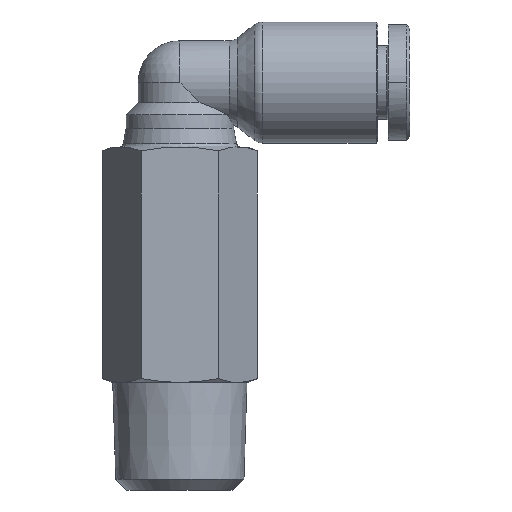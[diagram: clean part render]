
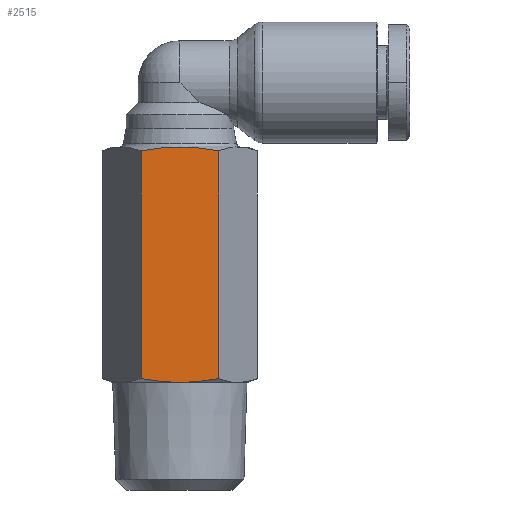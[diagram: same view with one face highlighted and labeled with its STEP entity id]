
A CAD part, front view. The second image highlights one B-rep face of the part: STEP entity #2515.
In plain terms, the highlighted planar face has unit normal (0, -1, 0).
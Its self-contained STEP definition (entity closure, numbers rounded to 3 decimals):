
#2066=CARTESIAN_POINT('',(-5.3,-5.,-4.8));
#2067=VERTEX_POINT('',#2066);
#2300=CARTESIAN_POINT('',(-8.187,-5.,-22.018));
#2301=VERTEX_POINT('',#2300);
#2315=CARTESIAN_POINT('',(-5.3,-5.0,-22.3));
#2316=VERTEX_POINT('',#2315);
#2324=CARTESIAN_POINT('',(-8.187,-5.,-22.018));
#2325=CARTESIAN_POINT('',(-6.64,-5.0,-22.3));
#2326=CARTESIAN_POINT('',(-5.3,-5.0,-22.3));
#2334=(BOUNDED_CURVE()B_SPLINE_CURVE(2,(#2324,#2325,#2326),.UNSPECIFIED.,.F.,.U.)B_SPLINE_CURVE_WITH_KNOTS((3,3),(7.371,11.374),.UNSPECIFIED.)CURVE()GEOMETRIC_REPRESENTATION_ITEM()RATIONAL_B_SPLINE_CURVE((1.141,1.109,1.0))REPRESENTATION_ITEM(''));
#2335=EDGE_CURVE('',#2301,#2316,#2334,.T.);
#2345=CARTESIAN_POINT('',(-2.413,-5.,-22.018));
#2346=VERTEX_POINT('',#2345);
#2347=CARTESIAN_POINT('',(-5.3,-5.0,-22.3));
#2348=CARTESIAN_POINT('',(-3.96,-5.,-22.3));
#2349=CARTESIAN_POINT('',(-2.413,-5.,-22.018));
#2357=(BOUNDED_CURVE()B_SPLINE_CURVE(2,(#2347,#2348,#2349),.UNSPECIFIED.,.F.,.U.)B_SPLINE_CURVE_WITH_KNOTS((3,3),(11.374,15.378),.UNSPECIFIED.)CURVE()GEOMETRIC_REPRESENTATION_ITEM()RATIONAL_B_SPLINE_CURVE((1.0,1.109,1.141))REPRESENTATION_ITEM(''));
#2358=EDGE_CURVE('',#2316,#2346,#2357,.T.);
#2390=CARTESIAN_POINT('',(-8.187,-5.,-5.082));
#2391=VERTEX_POINT('',#2390);
#2392=CARTESIAN_POINT('',(-8.187,-5.,-22.018));
#2393=DIRECTION('',(0.0,0.0,1.0));
#2394=VECTOR('',#2393,16.937);
#2395=LINE('',#2392,#2394);
#2396=EDGE_CURVE('',#2301,#2391,#2395,.T.);
#2471=CARTESIAN_POINT('',(-2.413,-5.,-22.3));
#2472=DIRECTION('',(0.0,-1.0,0.0));
#2473=DIRECTION('',(-1.0,0.0,0.0));
#2474=AXIS2_PLACEMENT_3D('',#2471,#2472,#2473);
#2475=PLANE('',#2474);
#2476=ORIENTED_EDGE('',*,*,#2335,.T.);
#2477=ORIENTED_EDGE('',*,*,#2358,.T.);
#2478=CARTESIAN_POINT('',(-2.413,-5.,-5.082));
#2479=VERTEX_POINT('',#2478);
#2480=CARTESIAN_POINT('',(-2.413,-5.,-22.018));
#2481=DIRECTION('',(0.0,0.0,1.0));
#2482=VECTOR('',#2481,16.937);
#2483=LINE('',#2480,#2482);
#2484=EDGE_CURVE('',#2346,#2479,#2483,.T.);
#2485=ORIENTED_EDGE('',*,*,#2484,.T.);
#2486=CARTESIAN_POINT('',(-2.413,-5.,-5.082));
#2487=CARTESIAN_POINT('',(-3.96,-5.,-4.8));
#2488=CARTESIAN_POINT('',(-5.3,-5.,-4.8));
#2496=(BOUNDED_CURVE()B_SPLINE_CURVE(2,(#2486,#2487,#2488),.UNSPECIFIED.,.F.,.U.)B_SPLINE_CURVE_WITH_KNOTS((3,3),(9.253,13.53),.UNSPECIFIED.)CURVE()GEOMETRIC_REPRESENTATION_ITEM()RATIONAL_B_SPLINE_CURVE((1.164,1.12,1.0))REPRESENTATION_ITEM(''));
#2497=EDGE_CURVE('',#2479,#2067,#2496,.T.);
#2498=ORIENTED_EDGE('',*,*,#2497,.T.);
#2499=CARTESIAN_POINT('',(-5.3,-5.,-4.8));
#2500=CARTESIAN_POINT('',(-6.64,-5.,-4.8));
#2501=CARTESIAN_POINT('',(-8.187,-5.,-5.082));
#2509=(BOUNDED_CURVE()B_SPLINE_CURVE(2,(#2499,#2500,#2501),.UNSPECIFIED.,.F.,.U.)B_SPLINE_CURVE_WITH_KNOTS((3,3),(13.53,17.806),.UNSPECIFIED.)CURVE()GEOMETRIC_REPRESENTATION_ITEM()RATIONAL_B_SPLINE_CURVE((1.0,1.12,1.164))REPRESENTATION_ITEM(''));
#2510=EDGE_CURVE('',#2067,#2391,#2509,.T.);
#2511=ORIENTED_EDGE('',*,*,#2510,.T.);
#2512=ORIENTED_EDGE('',*,*,#2396,.F.);
#2513=EDGE_LOOP('',(#2476,#2477,#2485,#2498,#2511,#2512));
#2514=FACE_OUTER_BOUND('',#2513,.T.);
#2515=ADVANCED_FACE('',(#2514),#2475,.T.);
